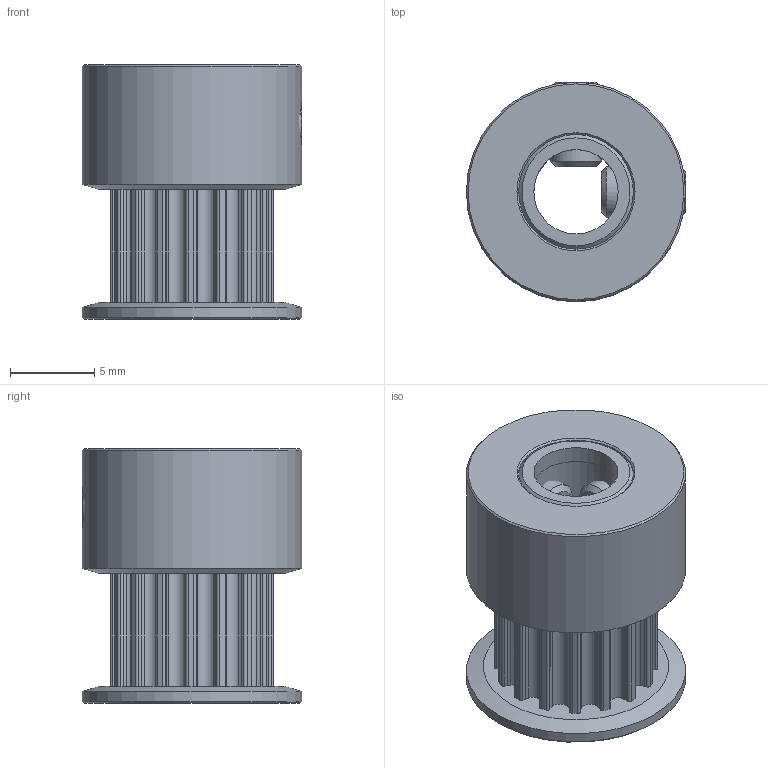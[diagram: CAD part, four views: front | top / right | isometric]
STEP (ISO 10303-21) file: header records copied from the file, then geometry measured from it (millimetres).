
FILE_DESCRIPTION(/* description */ ('STEP AP214'),/* implementation_level */ '2;1');
FILE_NAME(/* name */ 'GT2-16TEETH PULLEY (V.GT2.16TH.PULL).stp',/* time_stamp */ '2023-03-01T15:15:34+02:00',/* author */ ('arnold.brand'),/* organization */ (''),/* preprocessor_version */ 'ST-DEVELOPER v19.2',/* originating_system */ 'Autodesk Inventor 2023',/* authorisation */ '');
FILE_SCHEMA (('AUTOMOTIVE_DESIGN { 1 0 10303 214 3 1 1 }'));
Length unit declared in the file: millimetre
Products named in the file (5): GT2-16TEETH PULLEY (V.GT2.16TH.PULL); GT2-16TEETH PULLEY (V.GT2.16TH.PULL) -Body 1; GT2-16TEETH PULLEY (V.GT2.16TH.PULL) - BODY 2; GT2-16TEETH PULLEY (V.GT2.16TH.PULL) - BODY 3; ISO 4026 - M3 x 5
Assembly tree (5 placements, depth 2):
  GT2-16TEETH PULLEY (V.GT2.16TH.PULL)
    GT2-16TEETH PULLEY (V.GT2.16TH.PULL) -Body 1
    GT2-16TEETH PULLEY (V.GT2.16TH.PULL) - BODY 2
    GT2-16TEETH PULLEY (V.GT2.16TH.PULL) - BODY 3
    ISO 4026 - M3 x 5  x2
Bounding box: 13 x 13 x 15.1 mm (x, y, z)
Volume: 1315.1 mm3; surface area: 1858 mm2
Topology: 5 solids, 5 shells, 181 faces, 502 edges, 335 vertices
Faces by surface type: cylinder 109, plane 58, cone 14
Full cylindrical faces by diameter (mm): 2.459 x2, 3 x2, 5 x2, 6.8 x5, 13 x2
Entity records: 5912 total; most frequent: CARTESIAN_POINT 1117, DIRECTION 1039, ORIENTED_EDGE 942, EDGE_CURVE 471, AXIS2_PLACEMENT_3D 406, VERTEX_POINT 315, LINE 227, VECTOR 227
